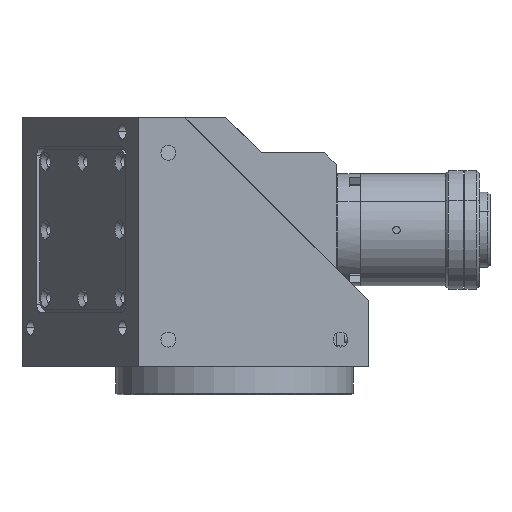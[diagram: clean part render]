
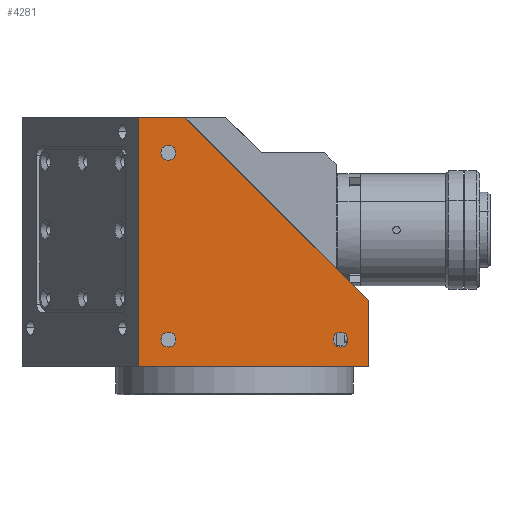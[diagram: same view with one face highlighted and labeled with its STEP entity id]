
A CAD part, front view. The second image highlights one B-rep face of the part: STEP entity #4281.
In plain terms, the highlighted planar face has unit normal (0, -1, 0).
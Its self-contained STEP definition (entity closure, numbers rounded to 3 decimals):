
#30 = VERTEX_POINT ( 'NONE', #5859 ) ;
#76 = DIRECTION ( 'NONE',  ( 1., 0., 0. ) ) ;
#157 = VERTEX_POINT ( 'NONE', #1414 ) ;
#159 = ORIENTED_EDGE ( 'NONE', *, *, #7482, .T. ) ;
#443 = CIRCLE ( 'NONE', #3326, 2.5 ) ;
#466 = EDGE_CURVE ( 'NONE', #157, #753, #7212, .T. ) ;
#487 = CARTESIAN_POINT ( 'NONE',  ( 45., -44., 189.568 ) ) ;
#676 = CIRCLE ( 'NONE', #9373, 2.5 ) ;
#753 = VERTEX_POINT ( 'NONE', #8240 ) ;
#768 = CARTESIAN_POINT ( 'NONE',  ( -22.304, -44., 176.355 ) ) ;
#788 = EDGE_LOOP ( 'NONE', ( #6884, #5451 ) ) ;
#867 = VECTOR ( 'NONE', #76, 1000. ) ;
#895 = DIRECTION ( 'NONE',  ( 0., -1., 0. ) ) ;
#933 = DIRECTION ( 'NONE',  ( 0., 0., -1. ) ) ;
#977 = ORIENTED_EDGE ( 'NONE', *, *, #7909, .F. ) ;
#991 = VERTEX_POINT ( 'NONE', #7211 ) ;
#1103 = ORIENTED_EDGE ( 'NONE', *, *, #8392, .F. ) ;
#1273 = EDGE_CURVE ( 'NONE', #991, #5898, #7100, .T. ) ;
#1322 = CARTESIAN_POINT ( 'NONE',  ( 45., -44., 167.355 ) ) ;
#1414 = CARTESIAN_POINT ( 'NONE',  ( -22.304, -44., 241.855 ) ) ;
#1504 = VECTOR ( 'NONE', #5610, 1000. ) ;
#1680 = CARTESIAN_POINT ( 'NONE',  ( -32.304, -44., 157.355 ) ) ;
#1840 = CARTESIAN_POINT ( 'NONE',  ( -22.304, -44., 239.355 ) ) ;
#2063 = AXIS2_PLACEMENT_3D ( 'NONE', #8358, #9820, #9095 ) ;
#2114 = PLANE ( 'NONE',  #2063 ) ;
#2156 = CARTESIAN_POINT ( 'NONE',  ( -16.787, -44., 251.355 ) ) ;
#2268 = DIRECTION ( 'NONE',  ( 0., -1., 0. ) ) ;
#2287 = AXIS2_PLACEMENT_3D ( 'NONE', #2526, #6288, #5488 ) ;
#2302 = DIRECTION ( 'NONE',  ( 1., 0., 0. ) ) ;
#2345 = FACE_BOUND ( 'NONE', #9795, .T. ) ;
#2526 = CARTESIAN_POINT ( 'NONE',  ( -22.304, -44., 176.355 ) ) ;
#2608 = LINE ( 'NONE', #8485, #4990 ) ;
#2852 = VERTEX_POINT ( 'NONE', #6954 ) ;
#3143 = EDGE_CURVE ( 'NONE', #3174, #4845, #8809, .T. ) ;
#3174 = VERTEX_POINT ( 'NONE', #1322 ) ;
#3226 = CARTESIAN_POINT ( 'NONE',  ( 35.696, -44., 176.355 ) ) ;
#3233 = EDGE_CURVE ( 'NONE', #7730, #4843, #443, .T. ) ;
#3310 = FACE_BOUND ( 'NONE', #788, .T. ) ;
#3326 = AXIS2_PLACEMENT_3D ( 'NONE', #5194, #2268, #6679 ) ;
#3602 = CARTESIAN_POINT ( 'NONE',  ( -22.304, -44., 239.355 ) ) ;
#3951 = DIRECTION ( 'NONE',  ( 0., 0., -1. ) ) ;
#4153 = EDGE_CURVE ( 'NONE', #753, #157, #4728, .T. ) ;
#4281 = ADVANCED_FACE ( 'NONE', ( #2345, #8195, #3310, #6291 ), #2114, .T. ) ;
#4362 = ORIENTED_EDGE ( 'NONE', *, *, #1273, .F. ) ;
#4390 = DIRECTION ( 'NONE',  ( 0., -1., 0. ) ) ;
#4728 = CIRCLE ( 'NONE', #6770, 2.5 ) ;
#4843 = VERTEX_POINT ( 'NONE', #9739 ) ;
#4845 = VERTEX_POINT ( 'NONE', #487 ) ;
#4990 = VECTOR ( 'NONE', #8512, 1000. ) ;
#5099 = DIRECTION ( 'NONE',  ( 0., 0., 1. ) ) ;
#5194 = CARTESIAN_POINT ( 'NONE',  ( 35.696, -44., 176.355 ) ) ;
#5226 = AXIS2_PLACEMENT_3D ( 'NONE', #3226, #895, #933 ) ;
#5393 = DIRECTION ( 'NONE',  ( 0., -1., 0. ) ) ;
#5399 = CARTESIAN_POINT ( 'NONE',  ( 45., -44., 251.355 ) ) ;
#5451 = ORIENTED_EDGE ( 'NONE', *, *, #7835, .F. ) ;
#5488 = DIRECTION ( 'NONE',  ( 0., 0., -1. ) ) ;
#5570 = CARTESIAN_POINT ( 'NONE',  ( -32.304, -44., 167.355 ) ) ;
#5610 = DIRECTION ( 'NONE',  ( 0., 0., 1. ) ) ;
#5724 = VECTOR ( 'NONE', #5099, 1000. ) ;
#5745 = DIRECTION ( 'NONE',  ( 0., -1., 0. ) ) ;
#5815 = LINE ( 'NONE', #1680, #1504 ) ;
#5848 = CARTESIAN_POINT ( 'NONE',  ( 45., -44., 157.355 ) ) ;
#5859 = CARTESIAN_POINT ( 'NONE',  ( -22.304, -44., 173.855 ) ) ;
#5898 = VERTEX_POINT ( 'NONE', #2156 ) ;
#6288 = DIRECTION ( 'NONE',  ( 0., -1., 0. ) ) ;
#6291 = FACE_OUTER_BOUND ( 'NONE', #7484, .T. ) ;
#6411 = ORIENTED_EDGE ( 'NONE', *, *, #4153, .F. ) ;
#6679 = DIRECTION ( 'NONE',  ( 0., 0., -1. ) ) ;
#6770 = AXIS2_PLACEMENT_3D ( 'NONE', #3602, #4390, #8899 ) ;
#6782 = ORIENTED_EDGE ( 'NONE', *, *, #3233, .F. ) ;
#6863 = CIRCLE ( 'NONE', #2287, 2.5 ) ;
#6884 = ORIENTED_EDGE ( 'NONE', *, *, #8475, .F. ) ;
#6954 = CARTESIAN_POINT ( 'NONE',  ( -22.304, -44., 178.855 ) ) ;
#7062 = AXIS2_PLACEMENT_3D ( 'NONE', #1840, #5745, #7269 ) ;
#7100 = LINE ( 'NONE', #5399, #8083 ) ;
#7211 = CARTESIAN_POINT ( 'NONE',  ( -32.304, -44., 251.355 ) ) ;
#7212 = CIRCLE ( 'NONE', #7062, 2.5 ) ;
#7269 = DIRECTION ( 'NONE',  ( 0., 0., -1. ) ) ;
#7447 = ORIENTED_EDGE ( 'NONE', *, *, #3143, .T. ) ;
#7482 = EDGE_CURVE ( 'NONE', #9294, #3174, #7685, .T. ) ;
#7484 = EDGE_LOOP ( 'NONE', ( #977, #4362, #9883, #159, #7447 ) ) ;
#7534 = CARTESIAN_POINT ( 'NONE',  ( 35.696, -44., 178.855 ) ) ;
#7544 = ORIENTED_EDGE ( 'NONE', *, *, #466, .F. ) ;
#7685 = LINE ( 'NONE', #8476, #867 ) ;
#7710 = CIRCLE ( 'NONE', #5226, 2.5 ) ;
#7730 = VERTEX_POINT ( 'NONE', #7534 ) ;
#7835 = EDGE_CURVE ( 'NONE', #2852, #30, #676, .T. ) ;
#7909 = EDGE_CURVE ( 'NONE', #5898, #4845, #2608, .T. ) ;
#8083 = VECTOR ( 'NONE', #2302, 1000. ) ;
#8195 = FACE_BOUND ( 'NONE', #8602, .T. ) ;
#8240 = CARTESIAN_POINT ( 'NONE',  ( -22.304, -44., 236.855 ) ) ;
#8358 = CARTESIAN_POINT ( 'NONE',  ( 45., -44., 157.355 ) ) ;
#8392 = EDGE_CURVE ( 'NONE', #4843, #7730, #7710, .T. ) ;
#8475 = EDGE_CURVE ( 'NONE', #30, #2852, #6863, .T. ) ;
#8476 = CARTESIAN_POINT ( 'NONE',  ( 45., -44., 167.355 ) ) ;
#8485 = CARTESIAN_POINT ( 'NONE',  ( -16.787, -44., 251.355 ) ) ;
#8512 = DIRECTION ( 'NONE',  ( 0.707, 0., -0.707 ) ) ;
#8602 = EDGE_LOOP ( 'NONE', ( #1103, #6782 ) ) ;
#8809 = LINE ( 'NONE', #5848, #5724 ) ;
#8899 = DIRECTION ( 'NONE',  ( 0., 0., -1. ) ) ;
#9095 = DIRECTION ( 'NONE',  ( 1., 0., 0. ) ) ;
#9287 = EDGE_CURVE ( 'NONE', #9294, #991, #5815, .T. ) ;
#9294 = VERTEX_POINT ( 'NONE', #5570 ) ;
#9373 = AXIS2_PLACEMENT_3D ( 'NONE', #768, #5393, #3951 ) ;
#9739 = CARTESIAN_POINT ( 'NONE',  ( 35.696, -44., 173.855 ) ) ;
#9795 = EDGE_LOOP ( 'NONE', ( #6411, #7544 ) ) ;
#9820 = DIRECTION ( 'NONE',  ( 0., -1., 0. ) ) ;
#9883 = ORIENTED_EDGE ( 'NONE', *, *, #9287, .F. ) ;
